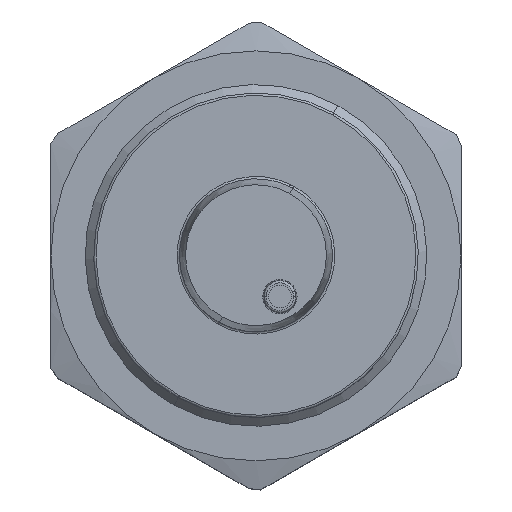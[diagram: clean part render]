
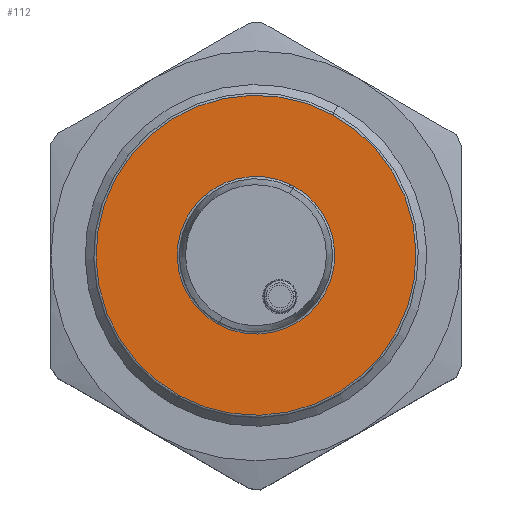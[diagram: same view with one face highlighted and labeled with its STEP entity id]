
A CAD part, top view. The second image highlights one B-rep face of the part: STEP entity #112.
In plain terms, the highlighted planar face has unit normal (0, 0, 1).
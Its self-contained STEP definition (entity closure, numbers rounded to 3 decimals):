
#112=ADVANCED_FACE('PartBody',(#716,#717),#718,.F.);
#716=FACE_OUTER_BOUND('',#1869,.T.);
#717=FACE_BOUND('',#1870,.T.);
#718=PLANE('',#1871);
#1869=EDGE_LOOP('',(#3161,#3162));
#1870=EDGE_LOOP('',(#3163,#3164,#3165));
#1871=AXIS2_PLACEMENT_3D('',#3166,#3167,#3168);
#3161=ORIENTED_EDGE('',*,*,#7907,.F.);
#3162=ORIENTED_EDGE('',*,*,#7908,.F.);
#3163=ORIENTED_EDGE('',*,*,#7903,.F.);
#3164=ORIENTED_EDGE('',*,*,#7848,.F.);
#3165=ORIENTED_EDGE('',*,*,#7906,.F.);
#3166=CARTESIAN_POINT('',(0.0,6.75,60.9));
#3167=DIRECTION('',(0.0,0.0,-1.0));
#3168=DIRECTION('',(0.0,-1.0,0.0));
#7848=EDGE_CURVE('',#9440,#9443,#9444,.F.);
#7903=EDGE_CURVE('',#9443,#9533,#9534,.F.);
#7906=EDGE_CURVE('',#9533,#9440,#9537,.F.);
#7907=EDGE_CURVE('',#9538,#9539,#9540,.T.);
#7908=EDGE_CURVE('',#9539,#9538,#9541,.T.);
#9440=VERTEX_POINT('',#12072);
#9443=VERTEX_POINT('',#12075);
#9444=CIRCLE('',#12076,6.918);
#9533=VERTEX_POINT('',#12220);
#9534=CIRCLE('',#12221,6.918);
#9537=CIRCLE('',#12224,6.918);
#9538=VERTEX_POINT('',#12225);
#9539=VERTEX_POINT('',#12226);
#9540=CIRCLE('',#12227,14.05);
#9541=CIRCLE('',#12228,14.05);
#12072=CARTESIAN_POINT('',(3.038,6.215,60.9));
#12075=CARTESIAN_POINT('',(-3.317,-6.071,60.9));
#12076=AXIS2_PLACEMENT_3D('',#17450,#17451,#17452);
#12220=CARTESIAN_POINT('',(3.317,6.071,60.9));
#12221=AXIS2_PLACEMENT_3D('',#17579,#17580,#17581);
#12224=AXIS2_PLACEMENT_3D('',#17588,#17589,#17590);
#12225=CARTESIAN_POINT('',(6.736,12.33,60.9));
#12226=CARTESIAN_POINT('',(-6.736,-12.33,60.9));
#12227=AXIS2_PLACEMENT_3D('',#17591,#17592,#17593);
#12228=AXIS2_PLACEMENT_3D('',#17594,#17595,#17596);
#17450=CARTESIAN_POINT('',(0.,0.,60.9));
#17451=DIRECTION('',(0.,0.,-1.0));
#17452=DIRECTION('',(1.0,0.,0.));
#17579=CARTESIAN_POINT('',(0.,0.0,60.9));
#17580=DIRECTION('',(0.0,0.0,-1.0));
#17581=DIRECTION('',(1.0,0.0,0.0));
#17588=CARTESIAN_POINT('',(0.,0.,60.9));
#17589=DIRECTION('',(0.,0.,-1.0));
#17590=DIRECTION('',(1.0,0.,0.));
#17591=CARTESIAN_POINT('',(0.,0.,60.9));
#17592=DIRECTION('',(0.0,0.0,-1.0));
#17593=DIRECTION('',(1.0,0.0,0.0));
#17594=CARTESIAN_POINT('',(0.,0.,60.9));
#17595=DIRECTION('',(0.0,0.0,-1.0));
#17596=DIRECTION('',(1.0,0.0,0.0));
